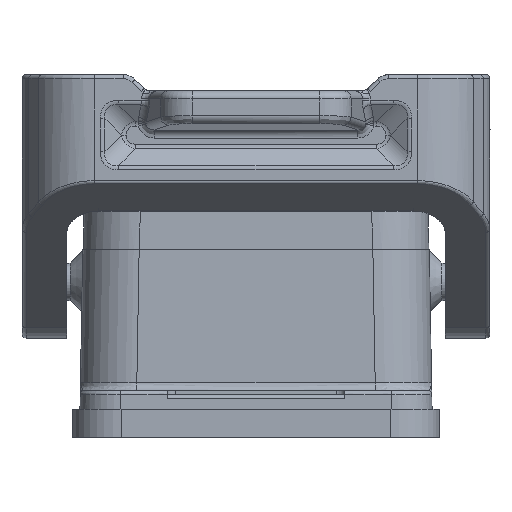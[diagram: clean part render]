
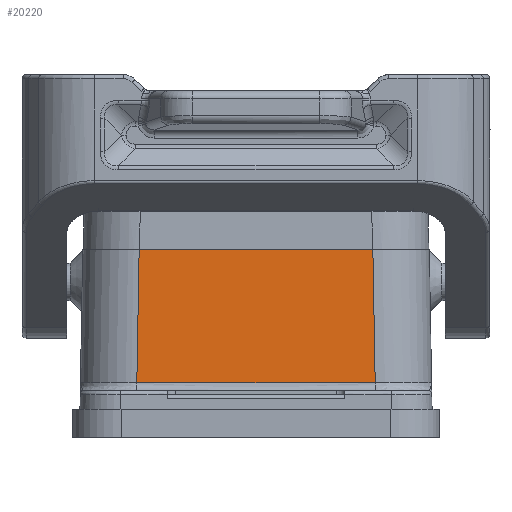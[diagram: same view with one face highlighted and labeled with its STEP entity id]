
A CAD part, left-side view. The second image highlights one B-rep face of the part: STEP entity #20220.
In plain terms, the highlighted face is planar.
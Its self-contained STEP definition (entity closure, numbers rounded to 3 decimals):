
#19830=CARTESIAN_POINT('',(77.698,10.15,24.));
#19840=DIRECTION('',(0.,1.,-0.017));
#19850=DIRECTION('',(1.,0.,0.));
#19860=AXIS2_PLACEMENT_3D('',#19830,#19840,#19850);
#19870=PLANE('',#19860);
#19880=CARTESIAN_POINT('',(0.,10.106,21.5));
#19890=DIRECTION('',(1.,0.,0.));
#19900=VECTOR('',#19890,1.);
#19910=LINE('',#19880,#19900);
#19920=CARTESIAN_POINT('',(30.446,10.106,21.5));
#19930=VERTEX_POINT('',#19920);
#19940=CARTESIAN_POINT('',(59.448,10.106,21.5));
#19950=VERTEX_POINT('',#19940);
#19960=EDGE_CURVE('',#19930,#19950,#19910,.T.);
#19970=ORIENTED_EDGE('',*,*,#19960,.F.);
#19980=CARTESIAN_POINT('',(59.821,9.733,
0.122));
#19990=DIRECTION('',(0.017,-0.017,
-1.));
#20000=VECTOR('',#19990,1.);
#20010=LINE('',#19980,#20000);
#20020=CARTESIAN_POINT('',(59.736,9.818,
4.983));
#20030=VERTEX_POINT('',#20020);
#20040=EDGE_CURVE('',#19950,#20030,#20010,.T.);
#20050=ORIENTED_EDGE('',*,*,#20040,.F.);
#20060=CARTESIAN_POINT('',(0.,9.818,4.983));
#20070=DIRECTION('',(-1.,0.,0.));
#20080=VECTOR('',#20070,1.);
#20090=LINE('',#20060,#20080);
#20100=CARTESIAN_POINT('',(30.157,9.818,
4.983));
#20110=VERTEX_POINT('',#20100);
#20120=EDGE_CURVE('',#20030,#20110,#20090,.T.);
#20130=ORIENTED_EDGE('',*,*,#20120,.F.);
#20140=CARTESIAN_POINT('',(30.073,9.733,
0.122));
#20150=DIRECTION('',(0.017,0.017,
1.));
#20160=VECTOR('',#20150,1.);
#20170=LINE('',#20140,#20160);
#20180=EDGE_CURVE('',#20110,#19930,#20170,.T.);
#20190=ORIENTED_EDGE('',*,*,#20180,.F.);
#20200=EDGE_LOOP('',(#20190,#20130,#20050,#19970));
#20210=FACE_OUTER_BOUND('',#20200,.T.);
#20220=ADVANCED_FACE('',(#20210),#19870,.F.);
